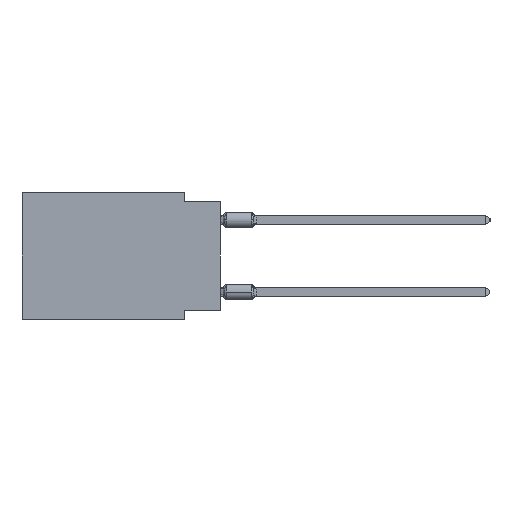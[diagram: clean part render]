
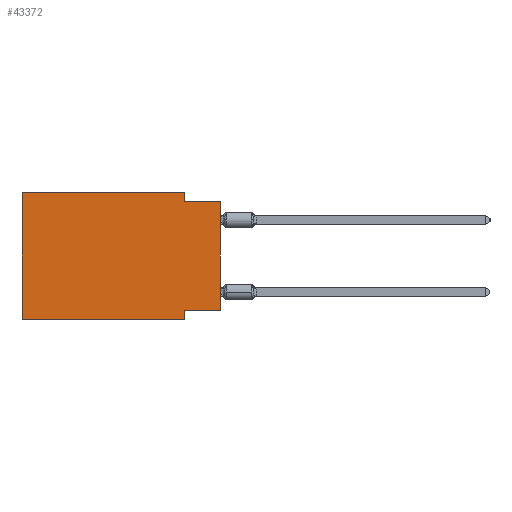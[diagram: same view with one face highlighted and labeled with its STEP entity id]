
A CAD part, left-side view. The second image highlights one B-rep face of the part: STEP entity #43372.
In plain terms, the highlighted planar face has unit normal (-1, 0, 0).
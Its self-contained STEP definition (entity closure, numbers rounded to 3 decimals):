
#286 = VECTOR ( 'NONE', #40277, 1000. ) ;
#383 = ORIENTED_EDGE ( 'NONE', *, *, #20763, .F. ) ;
#706 = CARTESIAN_POINT ( 'NONE',  ( 0., 13.97, 0. ) ) ;
#1056 = EDGE_CURVE ( 'NONE', #48073, #11914, #8757, .T. ) ;
#1379 = ORIENTED_EDGE ( 'NONE', *, *, #1056, .F. ) ;
#1983 = DIRECTION ( 'NONE',  ( 0., 0., -1. ) ) ;
#2163 = VERTEX_POINT ( 'NONE', #36600 ) ;
#3162 = CARTESIAN_POINT ( 'NONE',  ( 0., 0., -8.255 ) ) ;
#3812 = CARTESIAN_POINT ( 'NONE',  ( 0., 2.54, -8.89 ) ) ;
#6381 = ORIENTED_EDGE ( 'NONE', *, *, #26567, .F. ) ;
#6736 = LINE ( 'NONE', #47120, #32437 ) ;
#6888 = CARTESIAN_POINT ( 'NONE',  ( 0., 0., -0.635 ) ) ;
#6933 = ORIENTED_EDGE ( 'NONE', *, *, #7666, .F. ) ;
#7137 = DIRECTION ( 'NONE',  ( 0., 0., -1. ) ) ;
#7666 = EDGE_CURVE ( 'NONE', #11914, #21163, #28020, .T. ) ;
#8757 = LINE ( 'NONE', #12944, #286 ) ;
#9355 = EDGE_CURVE ( 'NONE', #39797, #17915, #42822, .T. ) ;
#11170 = LINE ( 'NONE', #23136, #24323 ) ;
#11914 = VERTEX_POINT ( 'NONE', #706 ) ;
#12944 = CARTESIAN_POINT ( 'NONE',  ( 0., 13.97, 0. ) ) ;
#15387 = DIRECTION ( 'NONE',  ( 1., 0., 0. ) ) ;
#15631 = PLANE ( 'NONE',  #31609 ) ;
#16140 = FACE_OUTER_BOUND ( 'NONE', #26264, .T. ) ;
#17800 = VECTOR ( 'NONE', #44679, 1000. ) ;
#17915 = VERTEX_POINT ( 'NONE', #3812 ) ;
#17933 = CARTESIAN_POINT ( 'NONE',  ( 0., 13.97, -8.89 ) ) ;
#18555 = LINE ( 'NONE', #50349, #17800 ) ;
#18856 = CARTESIAN_POINT ( 'NONE',  ( 0., 2.54, -8.89 ) ) ;
#19230 = DIRECTION ( 'NONE',  ( 0., -1., 0. ) ) ;
#20588 = EDGE_CURVE ( 'NONE', #48073, #17915, #11170, .T. ) ;
#20614 = CARTESIAN_POINT ( 'NONE',  ( 0., 2.54, -8.255 ) ) ;
#20742 = CARTESIAN_POINT ( 'NONE',  ( 0., 2.54, 0. ) ) ;
#20763 = EDGE_CURVE ( 'NONE', #21163, #2163, #32706, .T. ) ;
#21163 = VERTEX_POINT ( 'NONE', #24592 ) ;
#22219 = ORIENTED_EDGE ( 'NONE', *, *, #20588, .T. ) ;
#23136 = CARTESIAN_POINT ( 'NONE',  ( 0., 13.97, -8.89 ) ) ;
#23457 = ORIENTED_EDGE ( 'NONE', *, *, #33499, .F. ) ;
#24323 = VECTOR ( 'NONE', #19230, 1000. ) ;
#24592 = CARTESIAN_POINT ( 'NONE',  ( 0., 2.54, 0. ) ) ;
#26264 = EDGE_LOOP ( 'NONE', ( #35766, #6381, #383, #6933, #1379, #22219, #36651, #23457 ) ) ;
#26567 = EDGE_CURVE ( 'NONE', #2163, #50330, #32629, .T. ) ;
#27142 = EDGE_CURVE ( 'NONE', #40086, #50330, #6736, .T. ) ;
#27254 = CARTESIAN_POINT ( 'NONE',  ( 0., 13.97, 0. ) ) ;
#28020 = LINE ( 'NONE', #27254, #38079 ) ;
#30423 = DIRECTION ( 'NONE',  ( 0., 0., 1. ) ) ;
#31609 = AXIS2_PLACEMENT_3D ( 'NONE', #44269, #15387, #39327 ) ;
#32437 = VECTOR ( 'NONE', #30423, 1000. ) ;
#32629 = LINE ( 'NONE', #35779, #37400 ) ;
#32706 = LINE ( 'NONE', #20742, #45929 ) ;
#33499 = EDGE_CURVE ( 'NONE', #40086, #39797, #18555, .T. ) ;
#35766 = ORIENTED_EDGE ( 'NONE', *, *, #27142, .T. ) ;
#35779 = CARTESIAN_POINT ( 'NONE',  ( 0., 0., -0.635 ) ) ;
#36600 = CARTESIAN_POINT ( 'NONE',  ( 0., 2.54, -0.635 ) ) ;
#36651 = ORIENTED_EDGE ( 'NONE', *, *, #9355, .F. ) ;
#37400 = VECTOR ( 'NONE', #43630, 1000. ) ;
#38079 = VECTOR ( 'NONE', #43405, 1000. ) ;
#38176 = VECTOR ( 'NONE', #7137, 1000. ) ;
#39327 = DIRECTION ( 'NONE',  ( 0., 0., -1. ) ) ;
#39797 = VERTEX_POINT ( 'NONE', #20614 ) ;
#40086 = VERTEX_POINT ( 'NONE', #3162 ) ;
#40277 = DIRECTION ( 'NONE',  ( 0., 0., 1. ) ) ;
#42822 = LINE ( 'NONE', #18856, #38176 ) ;
#43372 = ADVANCED_FACE ( 'NONE', ( #16140 ), #15631, .F. ) ;
#43405 = DIRECTION ( 'NONE',  ( 0., -1., 0. ) ) ;
#43630 = DIRECTION ( 'NONE',  ( 0., -1., 0. ) ) ;
#44269 = CARTESIAN_POINT ( 'NONE',  ( 0., 13.97, 0. ) ) ;
#44679 = DIRECTION ( 'NONE',  ( 0., 1., 0. ) ) ;
#45929 = VECTOR ( 'NONE', #1983, 1000. ) ;
#47120 = CARTESIAN_POINT ( 'NONE',  ( 0., 0., 0. ) ) ;
#48073 = VERTEX_POINT ( 'NONE', #17933 ) ;
#50330 = VERTEX_POINT ( 'NONE', #6888 ) ;
#50349 = CARTESIAN_POINT ( 'NONE',  ( 0., 0., -8.255 ) ) ;
